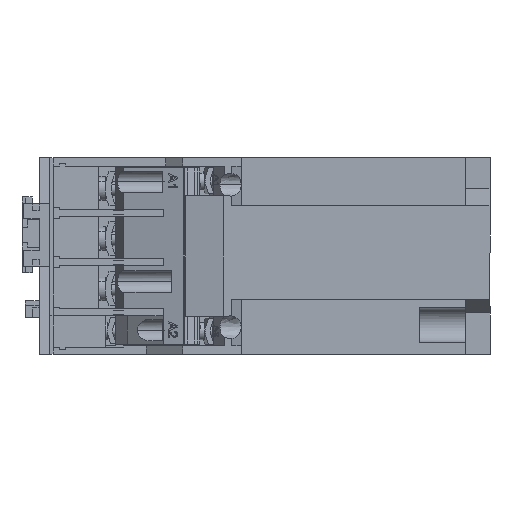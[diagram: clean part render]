
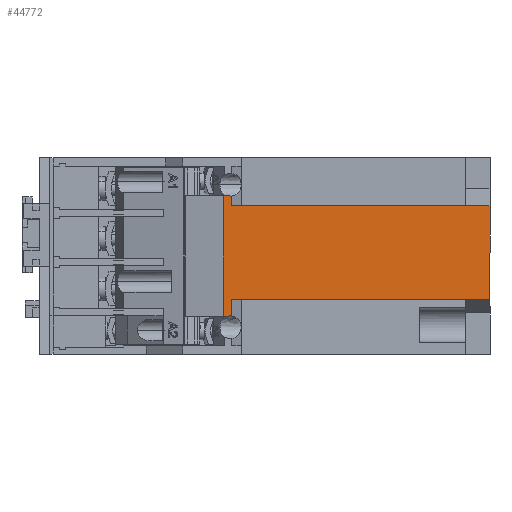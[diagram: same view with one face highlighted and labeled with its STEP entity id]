
A CAD part, left-side view. The second image highlights one B-rep face of the part: STEP entity #44772.
In plain terms, the highlighted planar face has unit normal (-1, 0, 0).
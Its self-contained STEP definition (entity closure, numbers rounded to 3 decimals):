
#301 = VERTEX_POINT ( 'NONE', #9684 ) ;
#2201 = CARTESIAN_POINT ( 'NONE',  ( -41.75, 74.8, 10.879 ) ) ;
#3016 = CARTESIAN_POINT ( 'NONE',  ( -41.75, 74.8, -12.5 ) ) ;
#3633 = VECTOR ( 'NONE', #20816, 1000. ) ;
#4075 = LINE ( 'NONE', #51205, #28923 ) ;
#4076 = CARTESIAN_POINT ( 'NONE',  ( -41.75, 76.275, -17.452 ) ) ;
#4315 = CARTESIAN_POINT ( 'NONE',  ( -41.75, 0., 14.5 ) ) ;
#4509 = DIRECTION ( 'NONE',  ( 0., 0., 1. ) ) ;
#4534 = ORIENTED_EDGE ( 'NONE', *, *, #40544, .F. ) ;
#5133 = VERTEX_POINT ( 'NONE', #59226 ) ;
#5439 = CARTESIAN_POINT ( 'NONE',  ( -41.75, 74.8, 14.5 ) ) ;
#6297 = ORIENTED_EDGE ( 'NONE', *, *, #39955, .F. ) ;
#6809 = CARTESIAN_POINT ( 'NONE',  ( -41.75, 77., -17.5 ) ) ;
#8453 = CARTESIAN_POINT ( 'NONE',  ( -41.75, 77.168, -20.371 ) ) ;
#8645 = CARTESIAN_POINT ( 'NONE',  ( -41.75, 77., 17.5 ) ) ;
#8707 = CARTESIAN_POINT ( 'NONE',  ( -41.75, 0., -12.5 ) ) ;
#9030 = VERTEX_POINT ( 'NONE', #3016 ) ;
#9080 = CARTESIAN_POINT ( 'NONE',  ( -41.75, 75.17, -17.349 ) ) ;
#9684 = CARTESIAN_POINT ( 'NONE',  ( -41.75, 77.168, 17.5 ) ) ;
#10543 = AXIS2_PLACEMENT_3D ( 'NONE', #22027, #27000, #61445 ) ;
#10573 = CARTESIAN_POINT ( 'NONE',  ( -41.75, 74.8, 17.35 ) ) ;
#11475 = EDGE_CURVE ( 'NONE', #35057, #53500, #54013, .T. ) ;
#11970 = DIRECTION ( 'NONE',  ( 0., 0., -1. ) ) ;
#12660 = EDGE_CURVE ( 'NONE', #53500, #42780, #36853, .T. ) ;
#14758 = LINE ( 'NONE', #54778, #52748 ) ;
#15220 = EDGE_CURVE ( 'NONE', #40771, #301, #44484, .T. ) ;
#15277 = VERTEX_POINT ( 'NONE', #4315 ) ;
#15506 = CARTESIAN_POINT ( 'NONE',  ( -41.75, 76.279, 17.428 ) ) ;
#16399 = ORIENTED_EDGE ( 'NONE', *, *, #46299, .T. ) ;
#17029 = PLANE ( 'NONE',  #10543 ) ;
#18051 = VECTOR ( 'NONE', #38148, 1000. ) ;
#18823 = CARTESIAN_POINT ( 'NONE',  ( -41.75, 77., -17.6 ) ) ;
#19305 = ORIENTED_EDGE ( 'NONE', *, *, #59836, .T. ) ;
#19332 = CARTESIAN_POINT ( 'NONE',  ( -41.75, 77., -17.5 ) ) ;
#20315 = VECTOR ( 'NONE', #32323, 1000. ) ;
#20816 = DIRECTION ( 'NONE',  ( 0., -1., 0. ) ) ;
#21794 = VERTEX_POINT ( 'NONE', #39858 ) ;
#22027 = CARTESIAN_POINT ( 'NONE',  ( -41.75, 91., 28.5 ) ) ;
#22420 = ORIENTED_EDGE ( 'NONE', *, *, #15220, .F. ) ;
#22954 = DIRECTION ( 'NONE',  ( 0., 1., 0. ) ) ;
#22990 = FACE_OUTER_BOUND ( 'NONE', #52416, .T. ) ;
#24156 = EDGE_CURVE ( 'NONE', #9030, #42780, #32461, .T. ) ;
#24372 = VECTOR ( 'NONE', #22954, 1000. ) ;
#25143 = EDGE_CURVE ( 'NONE', #58300, #49829, #60073, .T. ) ;
#25495 = DIRECTION ( 'NONE',  ( 0., 0., -1. ) ) ;
#26216 = ORIENTED_EDGE ( 'NONE', *, *, #24156, .F. ) ;
#26925 = DIRECTION ( 'NONE',  ( 0., 0., 1. ) ) ;
#27000 = DIRECTION ( 'NONE',  ( 1., 0., 0. ) ) ;
#28837 = CARTESIAN_POINT ( 'NONE',  ( -41.75, 77., 17.6 ) ) ;
#28923 = VECTOR ( 'NONE', #56069, 1000. ) ;
#30057 = LINE ( 'NONE', #60254, #3633 ) ;
#31628 = VERTEX_POINT ( 'NONE', #55494 ) ;
#32323 = DIRECTION ( 'NONE',  ( 0., 1., 0. ) ) ;
#32461 = LINE ( 'NONE', #51591, #44126 ) ;
#33990 = ORIENTED_EDGE ( 'NONE', *, *, #11475, .T. ) ;
#34893 = LINE ( 'NONE', #45261, #36429 ) ;
#35057 = VERTEX_POINT ( 'NONE', #19332 ) ;
#35166 = CARTESIAN_POINT ( 'NONE',  ( -41.75, 77., -17.6 ) ) ;
#35589 = CARTESIAN_POINT ( 'NONE',  ( -41.75, 77.168, -17.5 ) ) ;
#36194 = VECTOR ( 'NONE', #26925, 1000. ) ;
#36429 = VECTOR ( 'NONE', #25495, 1000. ) ;
#36853 = B_SPLINE_CURVE_WITH_KNOTS ( 'NONE', 3,
 ( #18823, #58336, #4076, #38758, #9080, #43782 ),
 .UNSPECIFIED., .F., .F.,
 ( 4, 2, 4 ),
 ( 0., 0.001, 0.002 ),
 .UNSPECIFIED. ) ;
#37808 = EDGE_CURVE ( 'NONE', #40719, #31628, #30057, .T. ) ;
#38148 = DIRECTION ( 'NONE',  ( 0., 0., 1. ) ) ;
#38758 = CARTESIAN_POINT ( 'NONE',  ( -41.75, 75.54, -17.37 ) ) ;
#39152 = ORIENTED_EDGE ( 'NONE', *, *, #42017, .F. ) ;
#39858 = CARTESIAN_POINT ( 'NONE',  ( -41.75, 74.8, 17.35 ) ) ;
#39955 = EDGE_CURVE ( 'NONE', #35057, #40771, #53866, .T. ) ;
#40257 = CARTESIAN_POINT ( 'NONE',  ( -41.75, 75.54, 17.349 ) ) ;
#40544 = EDGE_CURVE ( 'NONE', #5133, #9030, #46698, .T. ) ;
#40719 = VERTEX_POINT ( 'NONE', #5439 ) ;
#40771 = VERTEX_POINT ( 'NONE', #35589 ) ;
#40915 = ORIENTED_EDGE ( 'NONE', *, *, #12660, .T. ) ;
#41823 = DIRECTION ( 'NONE',  ( 0., 0., -1. ) ) ;
#41864 = CARTESIAN_POINT ( 'NONE',  ( -41.75, 44., -12.5 ) ) ;
#42017 = EDGE_CURVE ( 'NONE', #53309, #5133, #14758, .T. ) ;
#42669 = EDGE_CURVE ( 'NONE', #21794, #49829, #48241, .T. ) ;
#42671 = EDGE_CURVE ( 'NONE', #15277, #53309, #34893, .T. ) ;
#42780 = VERTEX_POINT ( 'NONE', #60588 ) ;
#43457 = ORIENTED_EDGE ( 'NONE', *, *, #42669, .T. ) ;
#43782 = CARTESIAN_POINT ( 'NONE',  ( -41.75, 74.8, -17.35 ) ) ;
#44126 = VECTOR ( 'NONE', #41823, 1000. ) ;
#44484 = LINE ( 'NONE', #8453, #18051 ) ;
#44772 = ADVANCED_FACE ( 'NONE', ( #22990 ), #17029, .F. ) ;
#45261 = CARTESIAN_POINT ( 'NONE',  ( -41.75, 0., 28.5 ) ) ;
#45760 = ORIENTED_EDGE ( 'NONE', *, *, #42671, .F. ) ;
#46299 = EDGE_CURVE ( 'NONE', #15277, #31628, #62115, .T. ) ;
#46530 = DIRECTION ( 'NONE',  ( 0., 1., 0. ) ) ;
#46655 = CARTESIAN_POINT ( 'NONE',  ( -41.75, 77., -10.879 ) ) ;
#46698 = LINE ( 'NONE', #41864, #20315 ) ;
#47111 = VECTOR ( 'NONE', #4509, 1000. ) ;
#48205 = ORIENTED_EDGE ( 'NONE', *, *, #37808, .F. ) ;
#48241 = B_SPLINE_CURVE_WITH_KNOTS ( 'NONE', 3,
 ( #10573, #40257, #15506, #50244 ),
 .UNSPECIFIED., .F., .F.,
 ( 4, 4 ),
 ( 0.016, 0.019 ),
 .UNSPECIFIED. ) ;
#49829 = VERTEX_POINT ( 'NONE', #28837 ) ;
#50244 = CARTESIAN_POINT ( 'NONE',  ( -41.75, 77., 17.6 ) ) ;
#51205 = CARTESIAN_POINT ( 'NONE',  ( -41.75, 77., 17.5 ) ) ;
#51591 = CARTESIAN_POINT ( 'NONE',  ( -41.75, 74.8, -10.879 ) ) ;
#52416 = EDGE_LOOP ( 'NONE', ( #26216, #4534, #39152, #45760, #16399, #48205, #19305, #43457, #61870, #56394, #22420, #6297, #33990, #40915 ) ) ;
#52490 = VECTOR ( 'NONE', #11970, 1000. ) ;
#52748 = VECTOR ( 'NONE', #59605, 1000. ) ;
#53309 = VERTEX_POINT ( 'NONE', #8707 ) ;
#53500 = VERTEX_POINT ( 'NONE', #35166 ) ;
#53866 = LINE ( 'NONE', #6809, #63728 ) ;
#54013 = LINE ( 'NONE', #46655, #52490 ) ;
#54778 = CARTESIAN_POINT ( 'NONE',  ( -41.75, 0., -12.5 ) ) ;
#55494 = CARTESIAN_POINT ( 'NONE',  ( -41.75, 7., 14.5 ) ) ;
#56069 = DIRECTION ( 'NONE',  ( 0., 1., 0. ) ) ;
#56394 = ORIENTED_EDGE ( 'NONE', *, *, #62908, .T. ) ;
#57488 = CARTESIAN_POINT ( 'NONE',  ( -41.75, 0., 14.5 ) ) ;
#58300 = VERTEX_POINT ( 'NONE', #8645 ) ;
#58336 = CARTESIAN_POINT ( 'NONE',  ( -41.75, 76.639, -17.514 ) ) ;
#59226 = CARTESIAN_POINT ( 'NONE',  ( -41.75, 7., -12.5 ) ) ;
#59605 = DIRECTION ( 'NONE',  ( 0., 1., 0. ) ) ;
#59836 = EDGE_CURVE ( 'NONE', #40719, #21794, #62310, .T. ) ;
#60073 = LINE ( 'NONE', #63864, #47111 ) ;
#60254 = CARTESIAN_POINT ( 'NONE',  ( -41.75, 44., 14.5 ) ) ;
#60588 = CARTESIAN_POINT ( 'NONE',  ( -41.75, 74.8, -17.35 ) ) ;
#61445 = DIRECTION ( 'NONE',  ( 0., 1., 0. ) ) ;
#61870 = ORIENTED_EDGE ( 'NONE', *, *, #25143, .F. ) ;
#62115 = LINE ( 'NONE', #57488, #24372 ) ;
#62310 = LINE ( 'NONE', #2201, #36194 ) ;
#62908 = EDGE_CURVE ( 'NONE', #58300, #301, #4075, .T. ) ;
#63728 = VECTOR ( 'NONE', #46530, 1000. ) ;
#63864 = CARTESIAN_POINT ( 'NONE',  ( -41.75, 77., 10.879 ) ) ;
